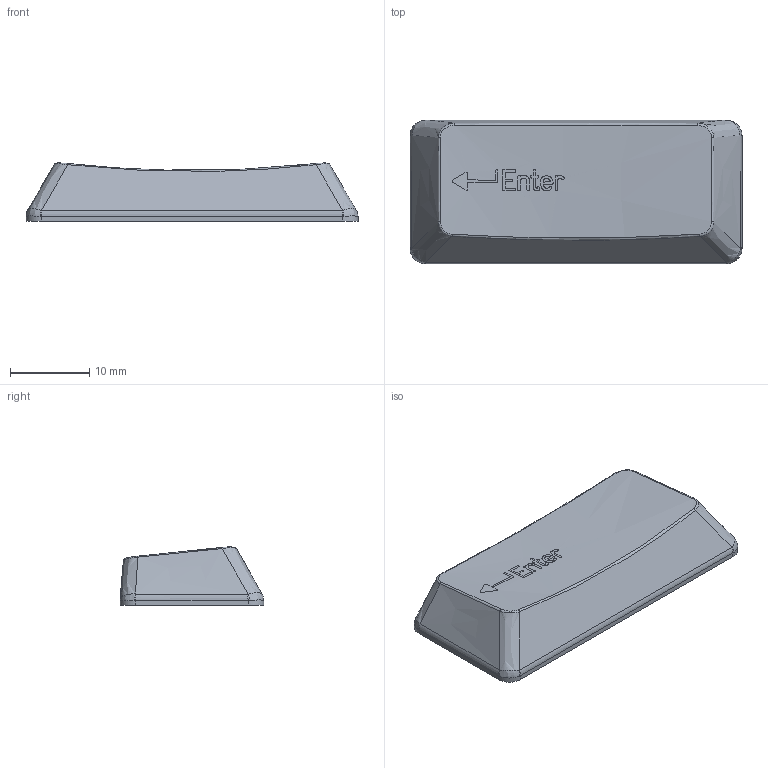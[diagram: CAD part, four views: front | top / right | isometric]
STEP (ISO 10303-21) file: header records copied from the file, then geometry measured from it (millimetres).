
FILE_DESCRIPTION(/* description */ (''),/* implementation_level */ '2;1');
FILE_NAME(/* name */ 'Row_3_2.25u_Enter_text_icon.step',/* time_stamp */ '2021-02-26T17:39:30-06:00',/* author */ (''),/* organization */ (''),/* preprocessor_version */ 'ST-DEVELOPER v18.1',/* originating_system */ 'Autodesk Translation Framework v9.7.1.1290',/* authorisation */ '');
FILE_SCHEMA (('AUTOMOTIVE_DESIGN { 1 0 10303 214 3 1 1 }'));
Length unit declared in the file: millimetre
Products named in the file (1): Row_3_2.25u_Enter_text_icon
Bounding box: 41.97 x 18.16 x 7.35 mm (x, y, z)
Volume: 1206.1 mm3; surface area: 2974.6 mm2
Topology: 1 solids, 1 shells, 113 faces, 383 edges, 286 vertices
Faces by surface type: plane 52, bspline 48, cylinder 13
Full cylindrical faces by diameter (mm): 5.5 x3
Entity records: 6617 total; most frequent: CARTESIAN_POINT 3722, ORIENTED_EDGE 766, EDGE_CURVE 383, DIRECTION 319, VERTEX_POINT 286, B_SPLINE_CURVE_WITH_KNOTS 237, EDGE_LOOP 127, FACE_OUTER_BOUND 113
